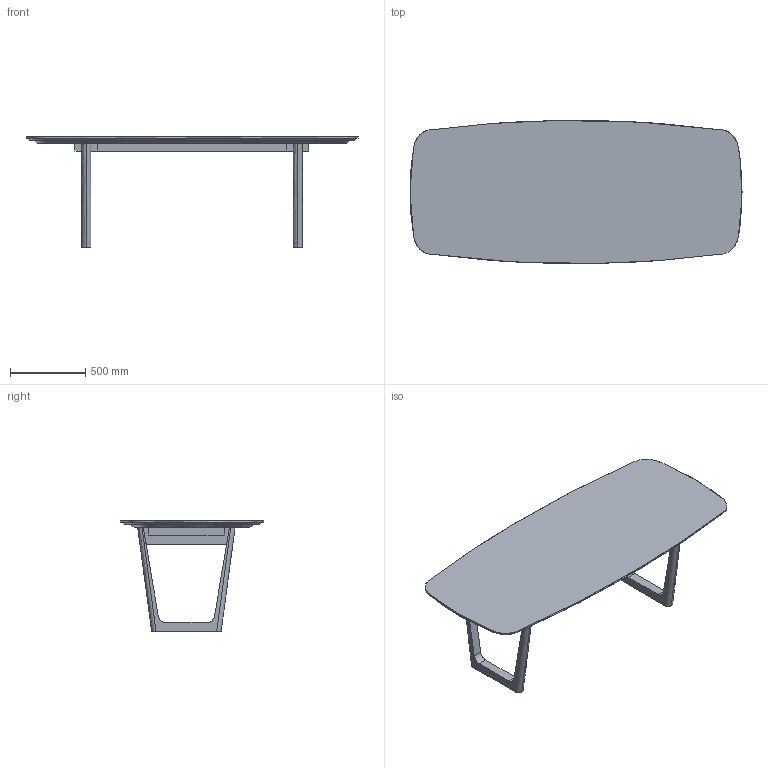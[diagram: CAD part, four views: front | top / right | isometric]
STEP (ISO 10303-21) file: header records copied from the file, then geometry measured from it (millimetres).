
FILE_DESCRIPTION(/* description */ (''),/* implementation_level */ '2;1');
FILE_NAME(/* name */ '4P8U2E~Z',/* time_stamp */ '2015-05-27T16:32:19+02:00',/* author */ (''),/* organization */ (''),/* preprocessor_version */ 'ST-DEVELOPER v15',/* originating_system */ '',/* authorisation */ '');
FILE_SCHEMA (('AUTOMOTIVE_DESIGN'));
Length unit declared in the file: millimetre
Products named in the file (1): Document
Bounding box: 2200 x 947.72 x 735.53 mm (x, y, z)
Volume: 28743170.3 mm3; surface area: 7815281.5 mm2
Topology: 11 solids, 18 shells, 105 faces, 261 edges, 181 vertices
Faces by surface type: plane 58, bspline 47
Entity records: 4945 total; most frequent: CARTESIAN_POINT 3158, ORIENTED_EDGE 455, EDGE_CURVE 255, B_SPLINE_CURVE_WITH_KNOTS 184, VERTEX_POINT 175, ADVANCED_FACE 105, FACE_OUTER_BOUND 105, EDGE_LOOP 105
